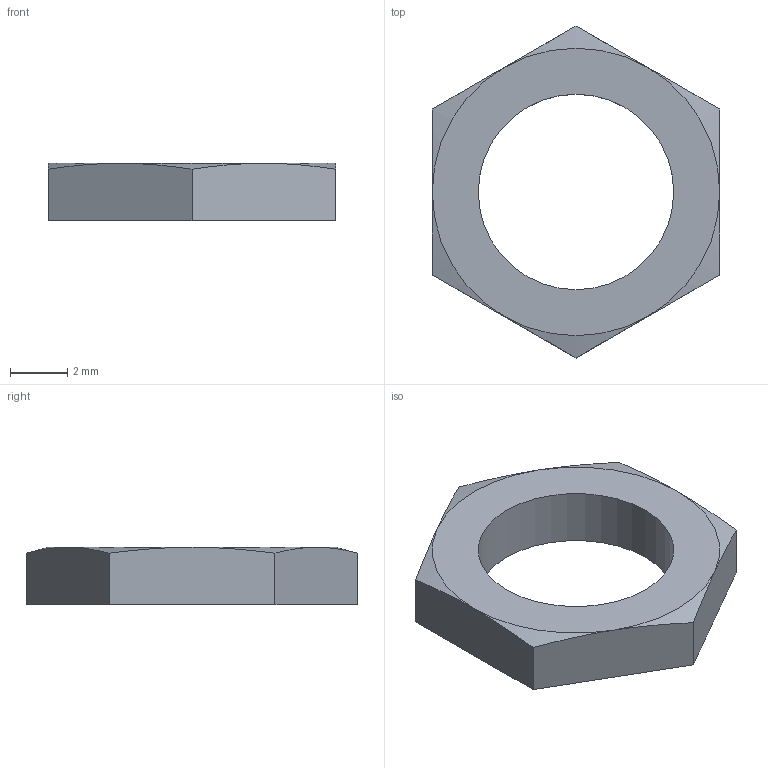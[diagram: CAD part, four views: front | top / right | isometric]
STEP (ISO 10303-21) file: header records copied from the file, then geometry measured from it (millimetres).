
FILE_DESCRIPTION(/* description */ (''),/* implementation_level */ '2;1');
FILE_NAME(/* name */ 'Sechskantmutter_M8x1_SW10.stp',/* time_stamp */ '2018-09-04T15:12:26+02:00',/* author */ (''),/* organization */ (''),/* preprocessor_version */ 'ST-DEVELOPER v16',/* originating_system */ 'SIEMENS PLM Software NX 10.0',/* authorisation */ '');
FILE_SCHEMA (('AUTOMOTIVE_DESIGN { 1 0 10303 214 3 1 1 1 }'));
Length unit declared in the file: millimetre
Products named in the file (1): Sechskantmutter_M8x1_SW10
Bounding box: 10 x 11.55 x 2 mm (x, y, z)
Volume: 100.1 mm3; surface area: 210.4 mm2
Topology: 1 solids, 1 shells, 15 faces, 33 edges, 20 vertices
Faces by surface type: plane 8, cone 6, cylinder 1
Full cylindrical faces by diameter (mm): 6.8 x1
Entity records: 442 total; most frequent: CARTESIAN_POINT 104, ORIENTED_EDGE 64, DIRECTION 60, EDGE_CURVE 32, AXIS2_PLACEMENT_3D 24, VERTEX_POINT 20, EDGE_LOOP 18, ADVANCED_FACE 15
